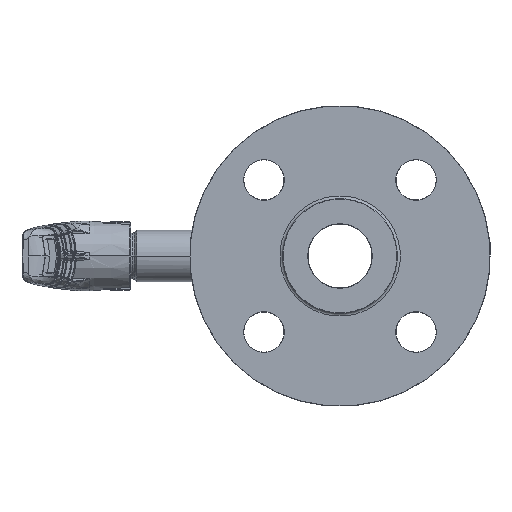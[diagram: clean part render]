
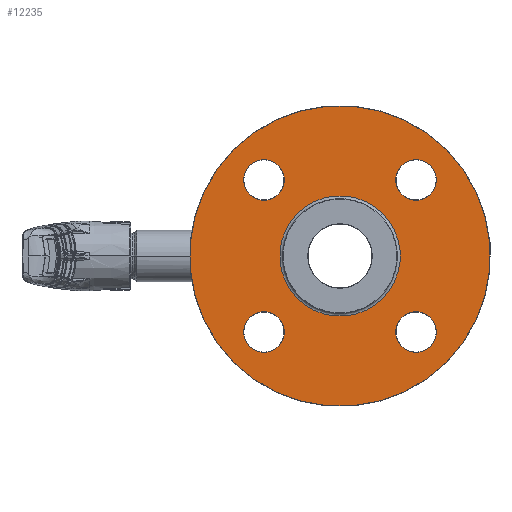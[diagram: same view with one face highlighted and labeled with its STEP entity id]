
A CAD part, left-side view. The second image highlights one B-rep face of the part: STEP entity #12235.
In plain terms, the highlighted planar face has unit normal (-1, 0, 0).
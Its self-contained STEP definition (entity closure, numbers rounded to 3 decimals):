
#110 = ORIENTED_EDGE ( 'NONE', *, *, #51097, .T. ) ;
#312 = EDGE_CURVE ( 'NONE', #40452, #55390, #52064, .T. ) ;
#581 = EDGE_CURVE ( 'NONE', #29390, #17827, #27554, .T. ) ;
#1165 = CARTESIAN_POINT ( 'NONE',  ( -72.7, 0., 0. ) ) ;
#2255 = DIRECTION ( 'NONE',  ( 1., 0., 0. ) ) ;
#3093 = VERTEX_POINT ( 'NONE', #13919 ) ;
#5669 = EDGE_LOOP ( 'NONE', ( #37637, #110 ) ) ;
#6119 = DIRECTION ( 'NONE',  ( -1., 0., 0. ) ) ;
#6459 = CIRCLE ( 'NONE', #39160, 7.1 ) ;
#6462 = CARTESIAN_POINT ( 'NONE',  ( -72.7, 31.537, -31.537 ) ) ;
#6747 = FACE_BOUND ( 'NONE', #54325, .T. ) ;
#7230 = ORIENTED_EDGE ( 'NONE', *, *, #312, .T. ) ;
#7500 = AXIS2_PLACEMENT_3D ( 'NONE', #31002, #21732, #31644 ) ;
#8770 = AXIS2_PLACEMENT_3D ( 'NONE', #11864, #6119, #16492 ) ;
#9333 = AXIS2_PLACEMENT_3D ( 'NONE', #55075, #24899, #25110 ) ;
#9545 = DIRECTION ( 'NONE',  ( -1., 0., 0. ) ) ;
#9653 = ORIENTED_EDGE ( 'NONE', *, *, #44384, .F. ) ;
#10945 = CARTESIAN_POINT ( 'NONE',  ( -72.7, 37.052, -37.052 ) ) ;
#11001 = CIRCLE ( 'NONE', #57202, 7.1 ) ;
#11489 = FACE_BOUND ( 'NONE', #49796, .T. ) ;
#11494 = EDGE_CURVE ( 'NONE', #50719, #33314, #50241, .T. ) ;
#11522 = DIRECTION ( 'NONE',  ( 0., 0.707, -0.707 ) ) ;
#11864 = CARTESIAN_POINT ( 'NONE',  ( -72.7, 0., 0. ) ) ;
#12105 = EDGE_CURVE ( 'NONE', #32930, #45353, #42313, .T. ) ;
#12235 = ADVANCED_FACE ( 'NONE', ( #48592, #55624, #34378, #52499, #11489, #6747 ), #52632, .F. ) ;
#13919 = CARTESIAN_POINT ( 'NONE',  ( -72.7, -21.496, 21.496 ) ) ;
#14714 = EDGE_CURVE ( 'NONE', #20569, #22041, #25215, .T. ) ;
#15750 = DIRECTION ( 'NONE',  ( 0., -0.707, 0.707 ) ) ;
#15805 = CARTESIAN_POINT ( 'NONE',  ( -72.7, 14.849, -14.849 ) ) ;
#16492 = DIRECTION ( 'NONE',  ( 0., -0.707, 0.707 ) ) ;
#16556 = CIRCLE ( 'NONE', #29556, 7.1 ) ;
#17268 = ORIENTED_EDGE ( 'NONE', *, *, #59107, .T. ) ;
#17827 = VERTEX_POINT ( 'NONE', #46273 ) ;
#20569 = VERTEX_POINT ( 'NONE', #54424 ) ;
#20576 = DIRECTION ( 'NONE',  ( 0., 0.707, -0.707 ) ) ;
#20631 = CIRCLE ( 'NONE', #45867, 7.1 ) ;
#21451 = ORIENTED_EDGE ( 'NONE', *, *, #12105, .F. ) ;
#21471 = ORIENTED_EDGE ( 'NONE', *, *, #49700, .T. ) ;
#21663 = CARTESIAN_POINT ( 'NONE',  ( -72.7, -26.517, 26.517 ) ) ;
#21732 = DIRECTION ( 'NONE',  ( 1., 0., 0. ) ) ;
#22041 = VERTEX_POINT ( 'NONE', #62972 ) ;
#22395 = DIRECTION ( 'NONE',  ( 1., 0., 0. ) ) ;
#24899 = DIRECTION ( 'NONE',  ( 1., 0., 0. ) ) ;
#25110 = DIRECTION ( 'NONE',  ( 0., 0.707, -0.707 ) ) ;
#25215 = CIRCLE ( 'NONE', #9333, 7.1 ) ;
#25220 = CARTESIAN_POINT ( 'NONE',  ( -72.7, 26.517, 26.517 ) ) ;
#26834 = CARTESIAN_POINT ( 'NONE',  ( -72.7, 21.496, -21.496 ) ) ;
#27554 = CIRCLE ( 'NONE', #47755, 7.1 ) ;
#27707 = CARTESIAN_POINT ( 'NONE',  ( -72.7, 37.123, 37.123 ) ) ;
#28572 = CARTESIAN_POINT ( 'NONE',  ( -72.7, 0., 0. ) ) ;
#28632 = AXIS2_PLACEMENT_3D ( 'NONE', #27707, #52425, #48235 ) ;
#28839 = ORIENTED_EDGE ( 'NONE', *, *, #43592, .T. ) ;
#28995 = EDGE_CURVE ( 'NONE', #64969, #3093, #16556, .T. ) ;
#29390 = VERTEX_POINT ( 'NONE', #38936 ) ;
#29556 = AXIS2_PLACEMENT_3D ( 'NONE', #21663, #2255, #11522 ) ;
#29672 = ORIENTED_EDGE ( 'NONE', *, *, #11494, .T. ) ;
#31002 = CARTESIAN_POINT ( 'NONE',  ( -72.7, 26.517, -26.517 ) ) ;
#31426 = AXIS2_PLACEMENT_3D ( 'NONE', #36449, #9545, #46346 ) ;
#31644 = DIRECTION ( 'NONE',  ( 0., 0.707, -0.707 ) ) ;
#31894 = ORIENTED_EDGE ( 'NONE', *, *, #50093, .T. ) ;
#32930 = VERTEX_POINT ( 'NONE', #48811 ) ;
#32952 = DIRECTION ( 'NONE',  ( 0., 0.707, -0.707 ) ) ;
#33314 = VERTEX_POINT ( 'NONE', #6462 ) ;
#33671 = DIRECTION ( 'NONE',  ( 0., 0.707, -0.707 ) ) ;
#34139 = AXIS2_PLACEMENT_3D ( 'NONE', #1165, #60914, #15750 ) ;
#34378 = FACE_BOUND ( 'NONE', #39491, .T. ) ;
#35854 = CARTESIAN_POINT ( 'NONE',  ( -72.7, 26.517, 26.517 ) ) ;
#36449 = CARTESIAN_POINT ( 'NONE',  ( -72.7, 0., 0. ) ) ;
#36716 = CARTESIAN_POINT ( 'NONE',  ( -72.7, -26.517, -26.517 ) ) ;
#37637 = ORIENTED_EDGE ( 'NONE', *, *, #28995, .T. ) ;
#37688 = ORIENTED_EDGE ( 'NONE', *, *, #581, .T. ) ;
#38705 = CIRCLE ( 'NONE', #34139, 21. ) ;
#38936 = CARTESIAN_POINT ( 'NONE',  ( -72.7, 31.537, 21.496 ) ) ;
#39160 = AXIS2_PLACEMENT_3D ( 'NONE', #25220, #50804, #20576 ) ;
#39491 = EDGE_LOOP ( 'NONE', ( #21471, #53057 ) ) ;
#40452 = VERTEX_POINT ( 'NONE', #58162 ) ;
#42313 = CIRCLE ( 'NONE', #8770, 21. ) ;
#42830 = DIRECTION ( 'NONE',  ( 0., 0.707, -0.707 ) ) ;
#43592 = EDGE_CURVE ( 'NONE', #17827, #29390, #6459, .T. ) ;
#44360 = EDGE_LOOP ( 'NONE', ( #31894, #7230 ) ) ;
#44384 = EDGE_CURVE ( 'NONE', #45353, #32930, #38705, .T. ) ;
#45353 = VERTEX_POINT ( 'NONE', #15805 ) ;
#45867 = AXIS2_PLACEMENT_3D ( 'NONE', #47673, #47217, #42830 ) ;
#46273 = CARTESIAN_POINT ( 'NONE',  ( -72.7, 21.496, 31.537 ) ) ;
#46346 = DIRECTION ( 'NONE',  ( 0., 0.707, -0.707 ) ) ;
#47217 = DIRECTION ( 'NONE',  ( 1., 0., 0. ) ) ;
#47673 = CARTESIAN_POINT ( 'NONE',  ( -72.7, 26.517, -26.517 ) ) ;
#47755 = AXIS2_PLACEMENT_3D ( 'NONE', #35854, #56282, #61339 ) ;
#47959 = CARTESIAN_POINT ( 'NONE',  ( -72.7, -26.517, 26.517 ) ) ;
#47983 = AXIS2_PLACEMENT_3D ( 'NONE', #47959, #22395, #32952 ) ;
#48235 = DIRECTION ( 'NONE',  ( 0., 0.707, -0.707 ) ) ;
#48592 = FACE_OUTER_BOUND ( 'NONE', #44360, .T. ) ;
#48811 = CARTESIAN_POINT ( 'NONE',  ( -72.7, -14.849, 14.849 ) ) ;
#49700 = EDGE_CURVE ( 'NONE', #22041, #20569, #11001, .T. ) ;
#49796 = EDGE_LOOP ( 'NONE', ( #28839, #37688 ) ) ;
#50093 = EDGE_CURVE ( 'NONE', #55390, #40452, #60628, .T. ) ;
#50241 = CIRCLE ( 'NONE', #7500, 7.1 ) ;
#50719 = VERTEX_POINT ( 'NONE', #26834 ) ;
#50804 = DIRECTION ( 'NONE',  ( 1., 0., 0. ) ) ;
#51097 = EDGE_CURVE ( 'NONE', #3093, #64969, #52634, .T. ) ;
#51466 = DIRECTION ( 'NONE',  ( 0., 0.707, -0.707 ) ) ;
#52064 = CIRCLE ( 'NONE', #64579, 52.4 ) ;
#52125 = DIRECTION ( 'NONE',  ( 1., 0., 0. ) ) ;
#52425 = DIRECTION ( 'NONE',  ( 1., 0., 0. ) ) ;
#52499 = FACE_BOUND ( 'NONE', #57061, .T. ) ;
#52632 = PLANE ( 'NONE',  #28632 ) ;
#52634 = CIRCLE ( 'NONE', #47983, 7.1 ) ;
#53057 = ORIENTED_EDGE ( 'NONE', *, *, #14714, .T. ) ;
#54325 = EDGE_LOOP ( 'NONE', ( #21451, #9653 ) ) ;
#54424 = CARTESIAN_POINT ( 'NONE',  ( -72.7, -21.496, -31.537 ) ) ;
#55075 = CARTESIAN_POINT ( 'NONE',  ( -72.7, -26.517, -26.517 ) ) ;
#55390 = VERTEX_POINT ( 'NONE', #10945 ) ;
#55624 = FACE_BOUND ( 'NONE', #5669, .T. ) ;
#56282 = DIRECTION ( 'NONE',  ( 1., 0., 0. ) ) ;
#57061 = EDGE_LOOP ( 'NONE', ( #29672, #17268 ) ) ;
#57202 = AXIS2_PLACEMENT_3D ( 'NONE', #36716, #52125, #51466 ) ;
#57764 = CARTESIAN_POINT ( 'NONE',  ( -72.7, -31.537, 31.537 ) ) ;
#58162 = CARTESIAN_POINT ( 'NONE',  ( -72.7, -37.052, 37.052 ) ) ;
#59107 = EDGE_CURVE ( 'NONE', #33314, #50719, #20631, .T. ) ;
#60628 = CIRCLE ( 'NONE', #31426, 52.4 ) ;
#60914 = DIRECTION ( 'NONE',  ( -1., 0., 0. ) ) ;
#61339 = DIRECTION ( 'NONE',  ( 0., 0.707, -0.707 ) ) ;
#62972 = CARTESIAN_POINT ( 'NONE',  ( -72.7, -31.537, -21.496 ) ) ;
#63803 = DIRECTION ( 'NONE',  ( -1., 0., 0. ) ) ;
#64579 = AXIS2_PLACEMENT_3D ( 'NONE', #28572, #63803, #33671 ) ;
#64969 = VERTEX_POINT ( 'NONE', #57764 ) ;
